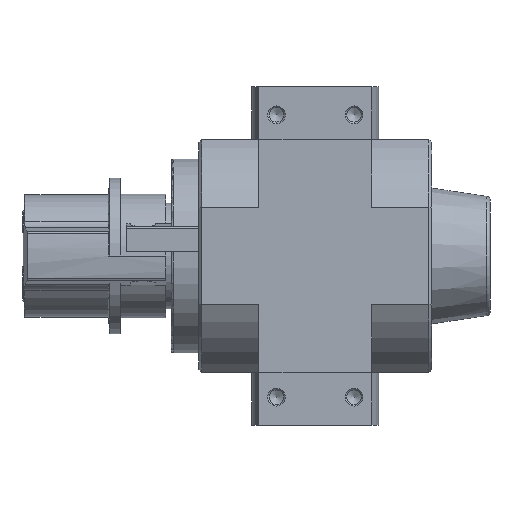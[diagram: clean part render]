
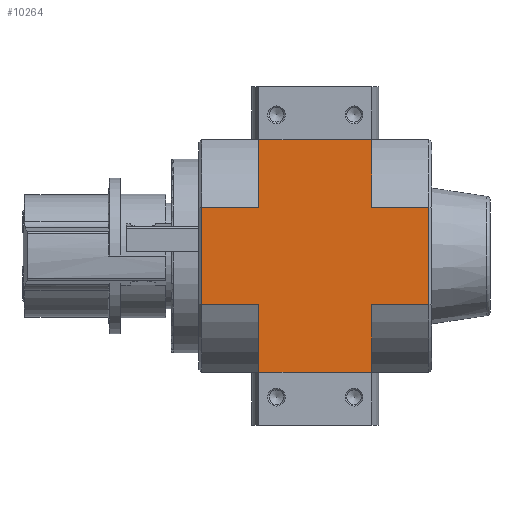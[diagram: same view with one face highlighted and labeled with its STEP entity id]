
A CAD part, left-side view. The second image highlights one B-rep face of the part: STEP entity #10264.
In plain terms, the highlighted face is planar.
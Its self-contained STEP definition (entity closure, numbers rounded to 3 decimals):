
#538=LINE('',#15240,#1154);
#543=LINE('',#15256,#1159);
#551=LINE('',#15271,#1167);
#552=LINE('',#15274,#1168);
#553=LINE('',#15276,#1169);
#554=LINE('',#15277,#1170);
#555=LINE('',#15279,#1171);
#556=LINE('',#15281,#1172);
#557=LINE('',#15283,#1173);
#558=LINE('',#15285,#1174);
#559=LINE('',#15286,#1175);
#560=LINE('',#15288,#1176);
#1154=VECTOR('',#12524,1000.);
#1159=VECTOR('',#12537,1000.);
#1167=VECTOR('',#12547,1000.);
#1168=VECTOR('',#12548,1000.);
#1169=VECTOR('',#12549,1000.);
#1170=VECTOR('',#12550,1000.);
#1171=VECTOR('',#12551,1000.);
#1172=VECTOR('',#12552,1000.);
#1173=VECTOR('',#12553,1000.);
#1174=VECTOR('',#12554,1000.);
#1175=VECTOR('',#12555,1000.);
#1176=VECTOR('',#12556,1000.);
#2203=ORIENTED_EDGE('',*,*,#4293,.T.);
#2204=ORIENTED_EDGE('',*,*,#4294,.F.);
#2205=ORIENTED_EDGE('',*,*,#4295,.T.);
#2206=ORIENTED_EDGE('',*,*,#4277,.T.);
#2207=ORIENTED_EDGE('',*,*,#4296,.F.);
#2208=ORIENTED_EDGE('',*,*,#4297,.F.);
#2209=ORIENTED_EDGE('',*,*,#4298,.F.);
#2210=ORIENTED_EDGE('',*,*,#4299,.F.);
#2211=ORIENTED_EDGE('',*,*,#4300,.F.);
#2212=ORIENTED_EDGE('',*,*,#4285,.T.);
#2213=ORIENTED_EDGE('',*,*,#4301,.T.);
#2214=ORIENTED_EDGE('',*,*,#4302,.F.);
#4277=EDGE_CURVE('',#5299,#5298,#538,.T.);
#4285=EDGE_CURVE('',#5306,#5305,#543,.T.);
#4293=EDGE_CURVE('',#5312,#5313,#551,.T.);
#4294=EDGE_CURVE('',#5314,#5313,#552,.F.);
#4295=EDGE_CURVE('',#5314,#5299,#553,.T.);
#4296=EDGE_CURVE('',#5315,#5298,#554,.T.);
#4297=EDGE_CURVE('',#5316,#5315,#555,.F.);
#4298=EDGE_CURVE('',#5317,#5316,#556,.T.);
#4299=EDGE_CURVE('',#5318,#5317,#557,.T.);
#4300=EDGE_CURVE('',#5306,#5318,#558,.T.);
#4301=EDGE_CURVE('',#5305,#5319,#559,.T.);
#4302=EDGE_CURVE('',#5312,#5319,#560,.T.);
#5298=VERTEX_POINT('',#15239);
#5299=VERTEX_POINT('',#15241);
#5305=VERTEX_POINT('',#15255);
#5306=VERTEX_POINT('',#15257);
#5312=VERTEX_POINT('',#15272);
#5313=VERTEX_POINT('',#15273);
#5314=VERTEX_POINT('',#15275);
#5315=VERTEX_POINT('',#15278);
#5316=VERTEX_POINT('',#15280);
#5317=VERTEX_POINT('',#15282);
#5318=VERTEX_POINT('',#15284);
#5319=VERTEX_POINT('',#15287);
#6249=EDGE_LOOP('',(#2203,#2204,#2205,#2206,#2207,#2208,#2209,#2210,#2211,
#2212,#2213,#2214));
#6893=FACE_BOUND('',#6249,.T.);
#7480=PLANE('',#11029);
#10264=ADVANCED_FACE('',(#6893),#7480,.T.);
#11029=AXIS2_PLACEMENT_3D('',#15270,#12545,#12546);
#12524=DIRECTION('',(0.,-1.,0.));
#12537=DIRECTION('',(0.,1.,0.));
#12545=DIRECTION('',(0.,0.,1.));
#12546=DIRECTION('',(1.,0.,0.));
#12547=DIRECTION('',(-1.,0.,0.));
#12548=DIRECTION('',(0.,-1.,0.));
#12549=DIRECTION('',(-1.,0.,0.));
#12550=DIRECTION('',(-1.,0.,0.));
#12551=DIRECTION('',(0.,-1.,0.));
#12552=DIRECTION('',(-1.,0.,0.));
#12553=DIRECTION('',(0.,-1.,0.));
#12554=DIRECTION('',(-1.,0.,0.));
#12555=DIRECTION('',(-1.,0.,0.));
#12556=DIRECTION('',(0.,-1.,0.));
#15239=CARTESIAN_POINT('',(-33.,-16.,33.));
#15240=CARTESIAN_POINT('',(-33.,32.2,33.));
#15241=CARTESIAN_POINT('',(-33.,16.,33.));
#15255=CARTESIAN_POINT('',(33.,16.,33.));
#15256=CARTESIAN_POINT('',(33.,-32.2,33.));
#15257=CARTESIAN_POINT('',(33.,-16.,33.));
#15270=CARTESIAN_POINT('',(0.,0.,33.));
#15271=CARTESIAN_POINT('',(33.,32.2,33.));
#15272=CARTESIAN_POINT('',(13.75,32.2,33.));
#15273=CARTESIAN_POINT('',(-13.75,32.2,33.));
#15274=CARTESIAN_POINT('',(-13.75,50.,33.));
#15275=CARTESIAN_POINT('',(-13.75,16.,33.));
#15276=CARTESIAN_POINT('',(0.,16.,33.));
#15277=CARTESIAN_POINT('',(0.,-16.,33.));
#15278=CARTESIAN_POINT('',(-13.75,-16.,33.));
#15279=CARTESIAN_POINT('',(-13.75,-16.,33.));
#15280=CARTESIAN_POINT('',(-13.75,-32.2,33.));
#15281=CARTESIAN_POINT('',(33.,-32.2,33.));
#15282=CARTESIAN_POINT('',(13.75,-32.2,33.));
#15283=CARTESIAN_POINT('',(13.75,-16.,33.));
#15284=CARTESIAN_POINT('',(13.75,-16.,33.));
#15285=CARTESIAN_POINT('',(0.,-16.,33.));
#15286=CARTESIAN_POINT('',(0.,16.,33.));
#15287=CARTESIAN_POINT('',(13.75,16.,33.));
#15288=CARTESIAN_POINT('',(13.75,50.,33.));
